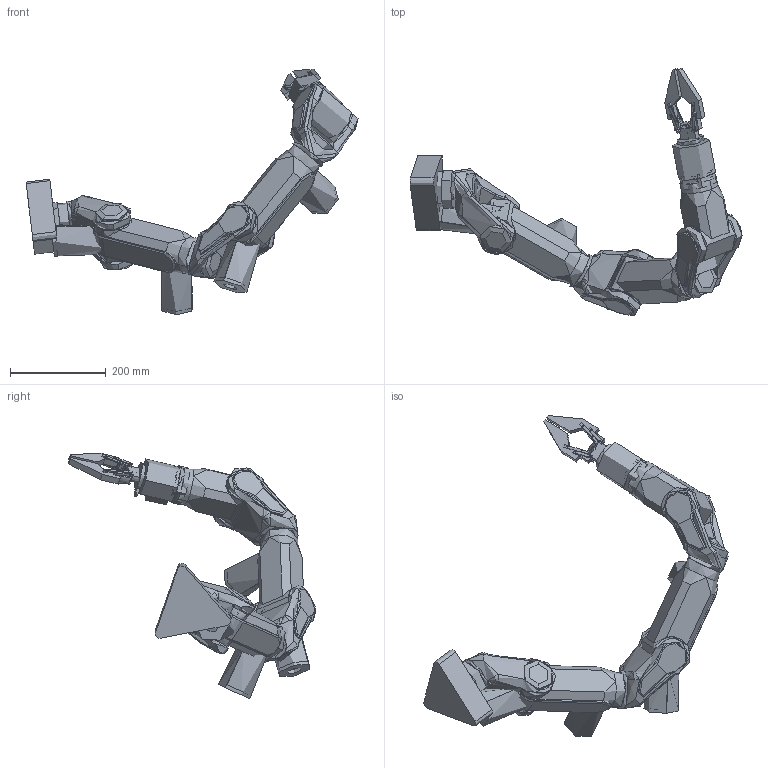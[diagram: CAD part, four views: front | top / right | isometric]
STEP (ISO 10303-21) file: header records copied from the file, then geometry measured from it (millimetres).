
FILE_DESCRIPTION (( 'STEP AP214' ), '1' );
FILE_NAME ('_one_arm.STEP', '2021-09-17T16:08:41', ( 'Windows User' ), ( ' ' ), 'SwSTEP 2.0', 'SolidWorks 2018', '' );
FILE_SCHEMA (( 'AUTOMOTIVE_DESIGN' ));
Length unit declared in the file: millimetre
Products named in the file (158): ﾎﾏﾎﾐﾀ1; cap_of_motors; motor_holder3; connector_m; main_cup; motor_case; rotor_6208; spring_6x05; 媗旂瓚俓1; motor_holder2; COMB; main_holder1; cycloid_shaft; motor_and_reductor; stator_6208; contact_isolator_2; MOTOR; temperary_road; pin; simple_internal_cycloid; 薰迗; oupput connector_holder; contact_isolator; small_cone; bearing_2TS3_SC_05_B98ZZNR; monolit1; PUSH_ROAD; big_cone; cap_of_cabels; bearing_cover; screw_à_1à; support_spacer; fork_cap; contact_body; _one_arm; 疻冼; _main_source_module; ﾏﾎﾄﾘﾈﾏﾍﾈﾊ; îïîðà_âàðèàíò4; ﾒﾎﾋﾊﾀﾒﾅﾋﾜ2 ...
Assembly tree (84 placements, depth 5):
  ﾎﾏﾎﾐﾀ1
  cap_of_motors
  main_cup
  rotor_6208
  媗旂瓚俓1
Bounding box: 694.38 x 516.26 x 513.32 mm (x, y, z)
Volume: 6574681.8 mm3; surface area: 1440210.6 mm2
Topology: 104 solids, 104 shells, 2241 faces, 5685 edges, 3726 vertices
Faces by surface type: cylinder 1337, plane 673, bspline 102, cone 100, torus 21, sphere 8
Entity records: 41179 total; most frequent: CARTESIAN_POINT 14560, DIRECTION 5135, ORIENTED_EDGE 4702, EDGE_CURVE 2351, AXIS2_PLACEMENT_3D 2103, VERTEX_POINT 1542, EDGE_LOOP 1197, CIRCLE 1106
